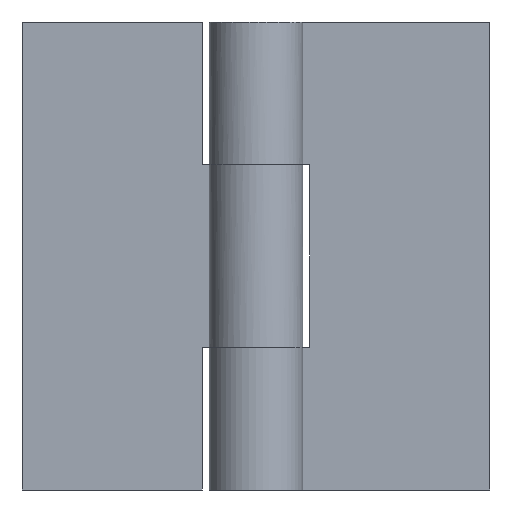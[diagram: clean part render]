
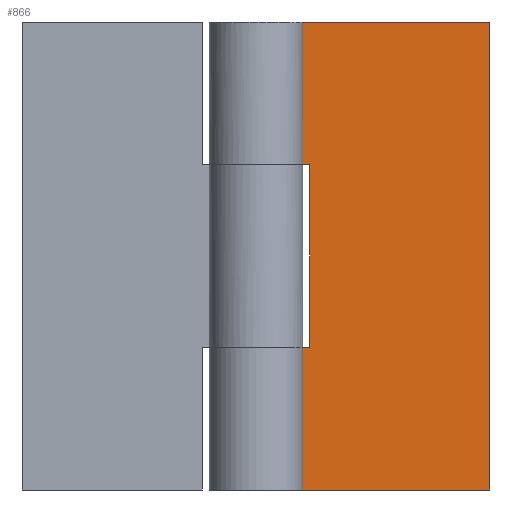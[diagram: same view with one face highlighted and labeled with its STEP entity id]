
A CAD part, front view. The second image highlights one B-rep face of the part: STEP entity #866.
In plain terms, the highlighted free-form (B-spline) face has degree [1, 1] with [2, 2] control points.
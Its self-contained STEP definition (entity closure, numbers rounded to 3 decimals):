
#526=CARTESIAN_POINT('',(0.,1.0,6.1));
#527=VERTEX_POINT('',#526);
#547=CARTESIAN_POINT('',(2.3,1.0,6.1));
#548=VERTEX_POINT('',#547);
#549=CARTESIAN_POINT('',(0.,1.0,6.1));
#550=CARTESIAN_POINT('',(2.3,1.0,6.1));
#551=QUASI_UNIFORM_CURVE('',1,(#549,#550),.UNSPECIFIED.,.F.,.U.);
#552=EDGE_CURVE('',#527,#548,#551,.T.);
#583=CARTESIAN_POINT('',(2.3,1.0,13.9));
#584=VERTEX_POINT('',#583);
#590=CARTESIAN_POINT('',(0.,1.0,13.9));
#591=VERTEX_POINT('',#590);
#592=CARTESIAN_POINT('',(2.3,1.0,13.9));
#593=CARTESIAN_POINT('',(0.,1.0,13.9));
#594=QUASI_UNIFORM_CURVE('',1,(#592,#593),.UNSPECIFIED.,.F.,.U.);
#595=EDGE_CURVE('',#584,#591,#594,.T.);
#652=CARTESIAN_POINT('',(2.3,1.0,6.1));
#653=CARTESIAN_POINT('',(2.3,1.0,13.9));
#654=QUASI_UNIFORM_CURVE('',1,(#652,#653),.UNSPECIFIED.,.F.,.U.);
#655=EDGE_CURVE('',#548,#584,#654,.T.);
#681=CARTESIAN_POINT('',(10.0,1.0,0.0));
#682=VERTEX_POINT('',#681);
#688=CARTESIAN_POINT('',(0.,1.0,0.0));
#689=VERTEX_POINT('',#688);
#690=CARTESIAN_POINT('',(0.,1.0,0.0));
#691=CARTESIAN_POINT('',(10.0,1.0,0.0));
#692=QUASI_UNIFORM_CURVE('',1,(#690,#691),.UNSPECIFIED.,.F.,.U.);
#693=EDGE_CURVE('',#689,#682,#692,.T.);
#787=CARTESIAN_POINT('',(0.,1.0,20.0));
#788=VERTEX_POINT('',#787);
#808=CARTESIAN_POINT('',(10.0,1.0,20.0));
#809=VERTEX_POINT('',#808);
#810=CARTESIAN_POINT('',(0.,1.0,20.0));
#811=CARTESIAN_POINT('',(10.0,1.0,20.0));
#812=QUASI_UNIFORM_CURVE('',1,(#810,#811),.UNSPECIFIED.,.F.,.U.);
#813=EDGE_CURVE('',#788,#809,#812,.T.);
#835=CARTESIAN_POINT('',(10.0,1.0,20.0));
#836=CARTESIAN_POINT('',(10.0,1.0,0.0));
#837=QUASI_UNIFORM_CURVE('',1,(#835,#836),.UNSPECIFIED.,.F.,.U.);
#838=EDGE_CURVE('',#809,#682,#837,.T.);
#843=CARTESIAN_POINT('',(-0.499,1.0,-0.999));
#844=CARTESIAN_POINT('',(-0.499,1.0,20.999));
#845=CARTESIAN_POINT('',(10.5,1.0,-0.999));
#846=CARTESIAN_POINT('',(10.5,1.0,20.999));
#847=B_SPLINE_SURFACE_WITH_KNOTS('',1,1,((#843,#845),(#844,#846)),.UNSPECIFIED.,.F.,.F.,.U.,(2,2),(2,2),(0.0,21.998),(0.0,10.999),.UNSPECIFIED.);
#848=ORIENTED_EDGE('',*,*,#595,.F.);
#849=ORIENTED_EDGE('',*,*,#655,.F.);
#850=ORIENTED_EDGE('',*,*,#552,.F.);
#851=CARTESIAN_POINT('',(0.,1.0,6.1));
#852=CARTESIAN_POINT('',(0.,1.0,0.0));
#853=QUASI_UNIFORM_CURVE('',1,(#851,#852),.UNSPECIFIED.,.F.,.U.);
#854=EDGE_CURVE('',#527,#689,#853,.T.);
#855=ORIENTED_EDGE('',*,*,#854,.T.);
#856=ORIENTED_EDGE('',*,*,#693,.T.);
#857=ORIENTED_EDGE('',*,*,#838,.F.);
#858=ORIENTED_EDGE('',*,*,#813,.F.);
#859=CARTESIAN_POINT('',(0.,1.0,20.0));
#860=CARTESIAN_POINT('',(0.,1.0,13.9));
#861=QUASI_UNIFORM_CURVE('',1,(#859,#860),.UNSPECIFIED.,.F.,.U.);
#862=EDGE_CURVE('',#788,#591,#861,.T.);
#863=ORIENTED_EDGE('',*,*,#862,.T.);
#864=EDGE_LOOP('',(#848,#849,#850,#855,#856,#857,#858,#863));
#865=FACE_OUTER_BOUND('',#864,.T.);
#866=ADVANCED_FACE('',(#865),#847,.F.);
